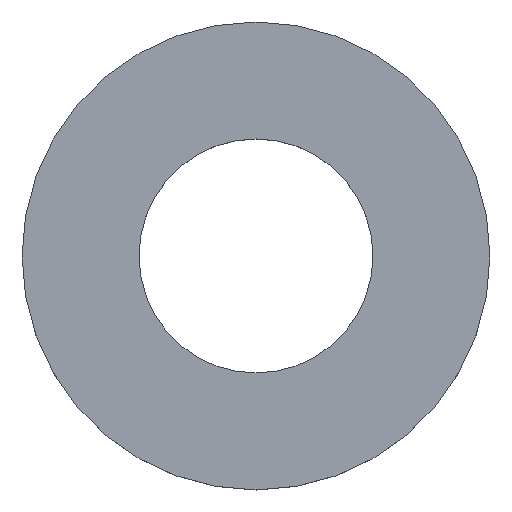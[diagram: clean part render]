
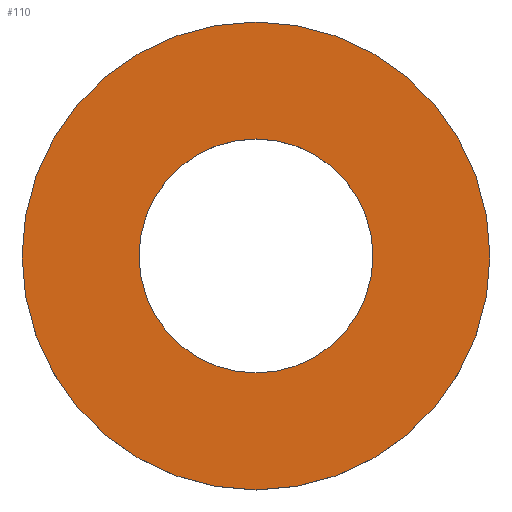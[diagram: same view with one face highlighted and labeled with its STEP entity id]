
A CAD part, top view. The second image highlights one B-rep face of the part: STEP entity #110.
In plain terms, the highlighted planar face has unit normal (0, 0, 1).
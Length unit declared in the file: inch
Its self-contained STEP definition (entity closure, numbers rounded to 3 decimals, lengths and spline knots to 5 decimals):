
#8 = FACE_OUTER_BOUND ( 'NONE', #62, .T. ) ;
#9 = DIRECTION ( 'NONE',  ( 0., 0., -1. ) ) ;
#15 = AXIS2_PLACEMENT_3D ( 'NONE', #51, #116, #81 ) ;
#28 = DIRECTION ( 'NONE',  ( 0., 1., 0. ) ) ;
#46 = CARTESIAN_POINT ( 'NONE',  ( 0., 0., 0.01125 ) ) ;
#51 = CARTESIAN_POINT ( 'NONE',  ( 0., 0., 0.01125 ) ) ;
#58 = VERTEX_POINT ( 'NONE', #151 ) ;
#62 = EDGE_LOOP ( 'NONE', ( #84, #235 ) ) ;
#69 = DIRECTION ( 'NONE',  ( 0., 0., -1. ) ) ;
#75 = EDGE_CURVE ( 'NONE', #237, #58, #135, .T. ) ;
#76 = CIRCLE ( 'NONE', #15, 0.0625 ) ;
#77 = EDGE_CURVE ( 'NONE', #171, #118, #160, .T. ) ;
#79 = EDGE_LOOP ( 'NONE', ( #238, #179 ) ) ;
#81 = DIRECTION ( 'NONE',  ( 0., 1., 0. ) ) ;
#84 = ORIENTED_EDGE ( 'NONE', *, *, #77, .F. ) ;
#91 = PLANE ( 'NONE',  #244 ) ;
#103 = AXIS2_PLACEMENT_3D ( 'NONE', #130, #9, #200 ) ;
#110 = ADVANCED_FACE ( 'NONE', ( #218, #8 ), #91, .T. ) ;
#111 = DIRECTION ( 'NONE',  ( 0., 0., 1. ) ) ;
#115 = CARTESIAN_POINT ( 'NONE',  ( 0., 0.0625, 0.01125 ) ) ;
#116 = DIRECTION ( 'NONE',  ( 0., 0., -1. ) ) ;
#118 = VERTEX_POINT ( 'NONE', #205 ) ;
#119 = EDGE_CURVE ( 'NONE', #118, #171, #121, .T. ) ;
#121 = CIRCLE ( 'NONE', #172, 0.125 ) ;
#130 = CARTESIAN_POINT ( 'NONE',  ( 0., 0., 0.01125 ) ) ;
#135 = CIRCLE ( 'NONE', #190, 0.0625 ) ;
#143 = EDGE_CURVE ( 'NONE', #58, #237, #76, .T. ) ;
#148 = DIRECTION ( 'NONE',  ( 0., 0., -1. ) ) ;
#150 = DIRECTION ( 'NONE',  ( 0., -1., 0. ) ) ;
#151 = CARTESIAN_POINT ( 'NONE',  ( 0., 0.0625, 0.01125 ) ) ;
#160 = CIRCLE ( 'NONE', #103, 0.125 ) ;
#171 = VERTEX_POINT ( 'NONE', #236 ) ;
#172 = AXIS2_PLACEMENT_3D ( 'NONE', #208, #69, #230 ) ;
#179 = ORIENTED_EDGE ( 'NONE', *, *, #75, .T. ) ;
#190 = AXIS2_PLACEMENT_3D ( 'NONE', #46, #148, #28 ) ;
#198 = CARTESIAN_POINT ( 'NONE',  ( 0., -0.0625, 0.01125 ) ) ;
#200 = DIRECTION ( 'NONE',  ( 0., 1., 0. ) ) ;
#205 = CARTESIAN_POINT ( 'NONE',  ( 0., -0.125, 0.01125 ) ) ;
#208 = CARTESIAN_POINT ( 'NONE',  ( 0., 0., 0.01125 ) ) ;
#218 = FACE_BOUND ( 'NONE', #79, .T. ) ;
#230 = DIRECTION ( 'NONE',  ( 0., 1., 0. ) ) ;
#235 = ORIENTED_EDGE ( 'NONE', *, *, #119, .F. ) ;
#236 = CARTESIAN_POINT ( 'NONE',  ( 0., 0.125, 0.01125 ) ) ;
#237 = VERTEX_POINT ( 'NONE', #198 ) ;
#238 = ORIENTED_EDGE ( 'NONE', *, *, #143, .T. ) ;
#244 = AXIS2_PLACEMENT_3D ( 'NONE', #115, #111, #150 ) ;
